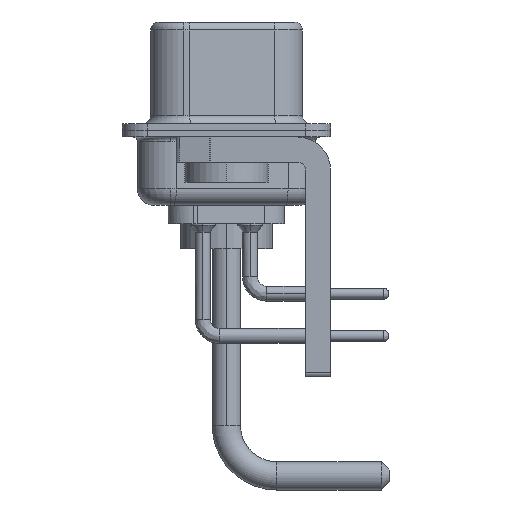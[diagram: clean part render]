
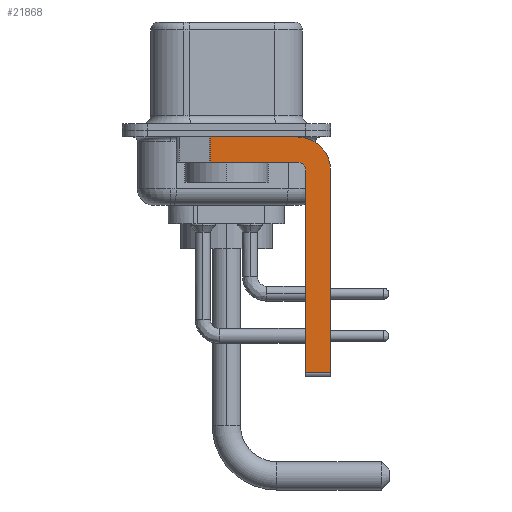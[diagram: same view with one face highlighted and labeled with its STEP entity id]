
A CAD part, left-side view. The second image highlights one B-rep face of the part: STEP entity #21868.
In plain terms, the highlighted planar face has unit normal (-1, 0, 0).
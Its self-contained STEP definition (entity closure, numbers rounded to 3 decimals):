
#67 = EDGE_CURVE ( 'NONE', #25778, #19288, #16844, .T. ) ;
#373 = EDGE_LOOP ( 'NONE', ( #5691, #19993, #15547, #14821, #23384, #25112, #11090, #11514 ) ) ;
#678 = AXIS2_PLACEMENT_3D ( 'NONE', #18462, #16424, #10576 ) ;
#735 = VECTOR ( 'NONE', #23174, 1000. ) ;
#1198 = EDGE_CURVE ( 'NONE', #10983, #19481, #15950, .T. ) ;
#1720 = CARTESIAN_POINT ( 'NONE',  ( -2.9, -4.25, -14.55 ) ) ;
#1999 = VECTOR ( 'NONE', #5606, 1000. ) ;
#2006 = VERTEX_POINT ( 'NONE', #2417 ) ;
#2304 = EDGE_CURVE ( 'NONE', #20720, #7363, #25842, .T. ) ;
#2417 = CARTESIAN_POINT ( 'NONE',  ( -2.9, -4.25, -1.9 ) ) ;
#2445 = DIRECTION ( 'NONE',  ( 0., 0., -1. ) ) ;
#5461 = DIRECTION ( 'NONE',  ( 0., 0., -1. ) ) ;
#5606 = DIRECTION ( 'NONE',  ( 0., 0., 1. ) ) ;
#5691 = ORIENTED_EDGE ( 'NONE', *, *, #16479, .F. ) ;
#5761 = CARTESIAN_POINT ( 'NONE',  ( -2.9, -4.25, -2.4 ) ) ;
#6589 = CARTESIAN_POINT ( 'NONE',  ( -2.9, -4.25, -1.9 ) ) ;
#6620 = VECTOR ( 'NONE', #2445, 1000. ) ;
#7363 = VERTEX_POINT ( 'NONE', #9843 ) ;
#7397 = DIRECTION ( 'NONE',  ( 0., 0., -1. ) ) ;
#8067 = CIRCLE ( 'NONE', #20244, 0.5 ) ;
#8401 = CARTESIAN_POINT ( 'NONE',  ( -2.9, 0.978, -0.4 ) ) ;
#8512 = CARTESIAN_POINT ( 'NONE',  ( -2.9, -4.75, -2.4 ) ) ;
#8782 = CARTESIAN_POINT ( 'NONE',  ( -2.9, -6.25, -2.4 ) ) ;
#8891 = DIRECTION ( 'NONE',  ( 0., 0., 1. ) ) ;
#9843 = CARTESIAN_POINT ( 'NONE',  ( -2.9, -6.25, -14.55 ) ) ;
#9857 = PLANE ( 'NONE',  #26356 ) ;
#9867 = LINE ( 'NONE', #1720, #10697 ) ;
#10011 = DIRECTION ( 'NONE',  ( 0., -1., 0. ) ) ;
#10574 = LINE ( 'NONE', #12861, #22099 ) ;
#10576 = DIRECTION ( 'NONE',  ( 0., 0., -1. ) ) ;
#10689 = LINE ( 'NONE', #6589, #735 ) ;
#10697 = VECTOR ( 'NONE', #10011, 1000. ) ;
#10931 = CARTESIAN_POINT ( 'NONE',  ( -2.9, -4.25, -2.4 ) ) ;
#10983 = VERTEX_POINT ( 'NONE', #16980 ) ;
#11090 = ORIENTED_EDGE ( 'NONE', *, *, #2304, .F. ) ;
#11338 = EDGE_CURVE ( 'NONE', #14318, #20720, #15862, .T. ) ;
#11514 = ORIENTED_EDGE ( 'NONE', *, *, #11338, .F. ) ;
#11863 = EDGE_CURVE ( 'NONE', #10983, #7363, #9867, .T. ) ;
#11953 = EDGE_CURVE ( 'NONE', #19481, #2006, #8067, .T. ) ;
#12005 = CARTESIAN_POINT ( 'NONE',  ( -2.9, -4.75, -14.8 ) ) ;
#12861 = CARTESIAN_POINT ( 'NONE',  ( -2.9, 3., -0.4 ) ) ;
#14087 = EDGE_CURVE ( 'NONE', #2006, #19288, #10689, .T. ) ;
#14318 = VERTEX_POINT ( 'NONE', #25735 ) ;
#14355 = CARTESIAN_POINT ( 'NONE',  ( -2.9, 0.978, -1.9 ) ) ;
#14758 = DIRECTION ( 'NONE',  ( 0., -1., 0. ) ) ;
#14821 = ORIENTED_EDGE ( 'NONE', *, *, #11953, .F. ) ;
#15264 = DIRECTION ( 'NONE',  ( -1., 0., 0. ) ) ;
#15547 = ORIENTED_EDGE ( 'NONE', *, *, #14087, .F. ) ;
#15694 = FACE_OUTER_BOUND ( 'NONE', #373, .T. ) ;
#15862 = CIRCLE ( 'NONE', #678, 2. ) ;
#15950 = LINE ( 'NONE', #12005, #1999 ) ;
#16424 = DIRECTION ( 'NONE',  ( 1., 0., 0. ) ) ;
#16479 = EDGE_CURVE ( 'NONE', #25778, #14318, #10574, .T. ) ;
#16844 = LINE ( 'NONE', #19151, #6620 ) ;
#16980 = CARTESIAN_POINT ( 'NONE',  ( -2.9, -4.75, -14.55 ) ) ;
#18147 = DIRECTION ( 'NONE',  ( 1., 0., 0. ) ) ;
#18462 = CARTESIAN_POINT ( 'NONE',  ( -2.9, -4.25, -2.4 ) ) ;
#19151 = CARTESIAN_POINT ( 'NONE',  ( -2.9, 0.978, -1.9 ) ) ;
#19288 = VERTEX_POINT ( 'NONE', #14355 ) ;
#19478 = CARTESIAN_POINT ( 'NONE',  ( -2.9, -6.25, -2.4 ) ) ;
#19481 = VERTEX_POINT ( 'NONE', #8512 ) ;
#19993 = ORIENTED_EDGE ( 'NONE', *, *, #67, .T. ) ;
#20244 = AXIS2_PLACEMENT_3D ( 'NONE', #10931, #15264, #8891 ) ;
#20720 = VERTEX_POINT ( 'NONE', #8782 ) ;
#21868 = ADVANCED_FACE ( 'NONE', ( #15694 ), #9857, .F. ) ;
#22099 = VECTOR ( 'NONE', #14758, 1000. ) ;
#23174 = DIRECTION ( 'NONE',  ( 0., 1., 0. ) ) ;
#23384 = ORIENTED_EDGE ( 'NONE', *, *, #1198, .F. ) ;
#25112 = ORIENTED_EDGE ( 'NONE', *, *, #11863, .T. ) ;
#25735 = CARTESIAN_POINT ( 'NONE',  ( -2.9, -4.25, -0.4 ) ) ;
#25778 = VERTEX_POINT ( 'NONE', #8401 ) ;
#25842 = LINE ( 'NONE', #19478, #26719 ) ;
#26356 = AXIS2_PLACEMENT_3D ( 'NONE', #5761, #18147, #7397 ) ;
#26719 = VECTOR ( 'NONE', #5461, 1000. ) ;
